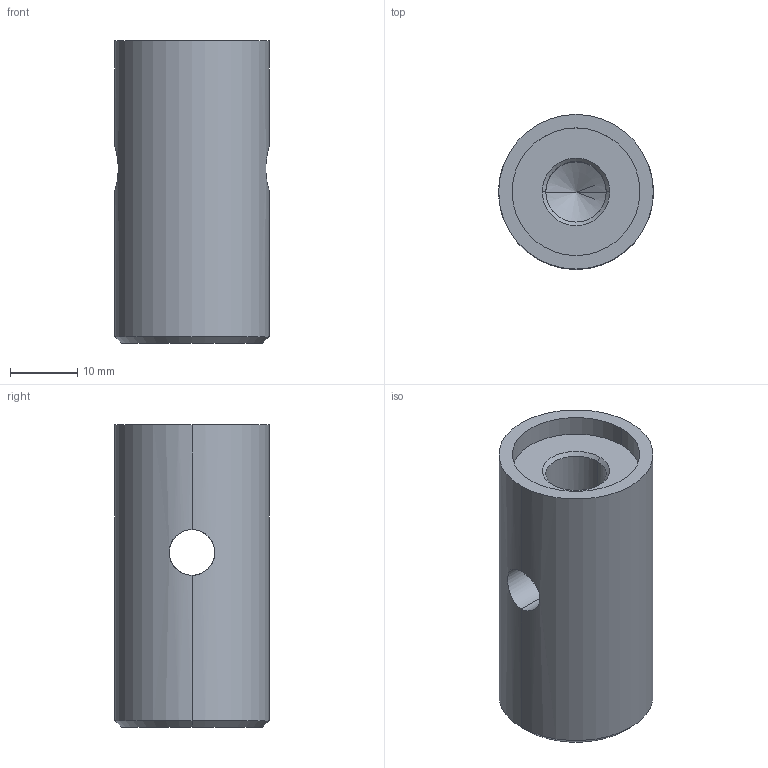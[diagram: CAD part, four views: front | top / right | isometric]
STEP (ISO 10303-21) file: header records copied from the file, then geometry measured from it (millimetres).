
FILE_DESCRIPTION (( 'STEP AP214' ), '1' );
FILE_NAME ('0015237.step', '2022-12-12T11:08:42', ( '' ), ( '' ), 'SwSTEP 2.0', 'SolidWorks 2020', '' );
FILE_SCHEMA (( 'AUTOMOTIVE_DESIGN' ));
Length unit declared in the file: millimetre
Products named in the file (1): 0015237
Bounding box: 23 x 23 x 45 mm (x, y, z)
Volume: 15061.8 mm3; surface area: 5348.2 mm2
Topology: 1 solids, 1 shells, 19 faces, 46 edges, 25 vertices
Faces by surface type: cylinder 10, cone 6, plane 3
Entity records: 864 total; most frequent: CARTESIAN_POINT 353, DIRECTION 92, ORIENTED_EDGE 88, EDGE_CURVE 44, AXIS2_PLACEMENT_3D 36, VERTEX_POINT 25, EDGE_LOOP 21, LINE 20
